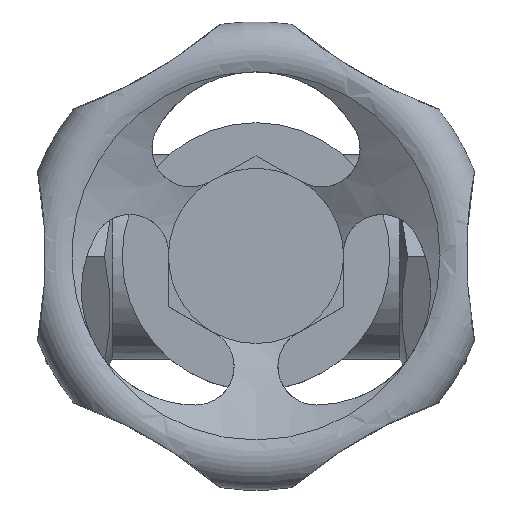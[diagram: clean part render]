
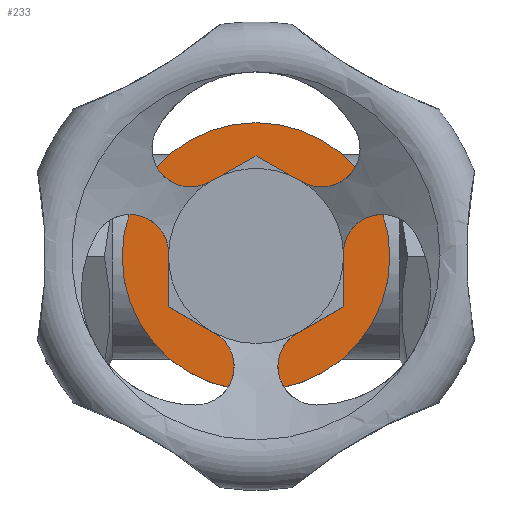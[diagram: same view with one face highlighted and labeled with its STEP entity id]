
A CAD part, top view. The second image highlights one B-rep face of the part: STEP entity #233.
In plain terms, the highlighted planar face has unit normal (0, 0, 1).
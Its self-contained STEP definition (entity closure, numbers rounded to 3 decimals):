
#233 = ADVANCED_FACE( '', ( #553, #554 ), #555, .T. );
#553 = FACE_OUTER_BOUND( '', #968, .T. );
#554 = FACE_BOUND( '', #969, .T. );
#555 = PLANE( '', #970 );
#968 = EDGE_LOOP( '', ( #1598 ) );
#969 = EDGE_LOOP( '', ( #1599, #1600, #1601, #1602, #1603, #1604 ) );
#970 = AXIS2_PLACEMENT_3D( '', #1605, #1606, #1607 );
#1598 = ORIENTED_EDGE( '', *, *, #2543, .F. );
#1599 = ORIENTED_EDGE( '', *, *, #2589, .T. );
#1600 = ORIENTED_EDGE( '', *, *, #2590, .T. );
#1601 = ORIENTED_EDGE( '', *, *, #2591, .T. );
#1602 = ORIENTED_EDGE( '', *, *, #2592, .T. );
#1603 = ORIENTED_EDGE( '', *, *, #2593, .T. );
#1604 = ORIENTED_EDGE( '', *, *, #2530, .T. );
#1605 = CARTESIAN_POINT( '', ( -20., 0., 37. ) );
#1606 = DIRECTION( '', ( 0., 0., 1. ) );
#1607 = DIRECTION( '', ( 1., 0., 0. ) );
#2530 = EDGE_CURVE( '', #3078, #3079, #3080, .T. );
#2543 = EDGE_CURVE( '', #3098, #3098, #3099, .T. );
#2589 = EDGE_CURVE( '', #3079, #3174, #3175, .T. );
#2590 = EDGE_CURVE( '', #3174, #3176, #3177, .T. );
#2591 = EDGE_CURVE( '', #3176, #3178, #3179, .T. );
#2592 = EDGE_CURVE( '', #3178, #3180, #3181, .T. );
#2593 = EDGE_CURVE( '', #3180, #3078, #3182, .T. );
#3078 = VERTEX_POINT( '', #4398 );
#3079 = VERTEX_POINT( '', #4399 );
#3080 = LINE( '', #4400, #4401 );
#3098 = VERTEX_POINT( '', #4439 );
#3099 = CIRCLE( '', #4440, 20. );
#3174 = VERTEX_POINT( '', #4684 );
#3175 = LINE( '', #4685, #4686 );
#3176 = VERTEX_POINT( '', #4687 );
#3177 = LINE( '', #4688, #4689 );
#3178 = VERTEX_POINT( '', #4690 );
#3179 = LINE( '', #4691, #4692 );
#3180 = VERTEX_POINT( '', #4693 );
#3181 = LINE( '', #4694, #4695 );
#3182 = LINE( '', #4696, #4697 );
#4398 = CARTESIAN_POINT( '', ( 13., 7.506, 37. ) );
#4399 = CARTESIAN_POINT( '', ( 13., -7.506, 37. ) );
#4400 = CARTESIAN_POINT( '', ( 13., 0., 37. ) );
#4401 = VECTOR( '', #5844, 1000. );
#4439 = CARTESIAN_POINT( '', ( -20., 0., 37. ) );
#4440 = AXIS2_PLACEMENT_3D( '', #5858, #5859, #5860 );
#4684 = CARTESIAN_POINT( '', ( 0., -15.011, 37. ) );
#4685 = CARTESIAN_POINT( '', ( -8.5, -19.919, 37. ) );
#4686 = VECTOR( '', #5896, 1000. );
#4687 = CARTESIAN_POINT( '', ( -13., -7.506, 37. ) );
#4688 = CARTESIAN_POINT( '', ( -21.5, -2.598, 37. ) );
#4689 = VECTOR( '', #5897, 1000. );
#4690 = CARTESIAN_POINT( '', ( -13., 7.506, 37. ) );
#4691 = CARTESIAN_POINT( '', ( -13., 0., 37. ) );
#4692 = VECTOR( '', #5898, 1000. );
#4693 = CARTESIAN_POINT( '', ( 0., 15.011, 37. ) );
#4694 = CARTESIAN_POINT( '', ( -21.5, 2.598, 37. ) );
#4695 = VECTOR( '', #5899, 1000. );
#4696 = CARTESIAN_POINT( '', ( -8.5, 19.919, 37. ) );
#4697 = VECTOR( '', #5900, 1000. );
#5844 = DIRECTION( '', ( 0., -1., 0. ) );
#5858 = CARTESIAN_POINT( '', ( 0., 0., 37. ) );
#5859 = DIRECTION( '', ( 0., 0., -1. ) );
#5860 = DIRECTION( '', ( -1., 0., 0. ) );
#5896 = DIRECTION( '', ( -0.866, -0.5, 0. ) );
#5897 = DIRECTION( '', ( -0.866, 0.5, 0. ) );
#5898 = DIRECTION( '', ( 0., 1., 0. ) );
#5899 = DIRECTION( '', ( 0.866, 0.5, 0. ) );
#5900 = DIRECTION( '', ( 0.866, -0.5, 0. ) );
